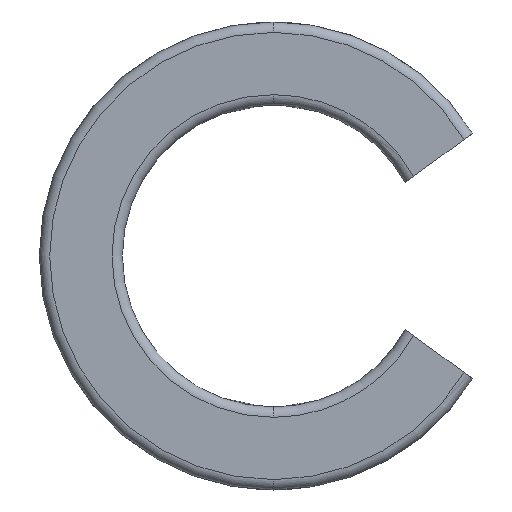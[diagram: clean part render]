
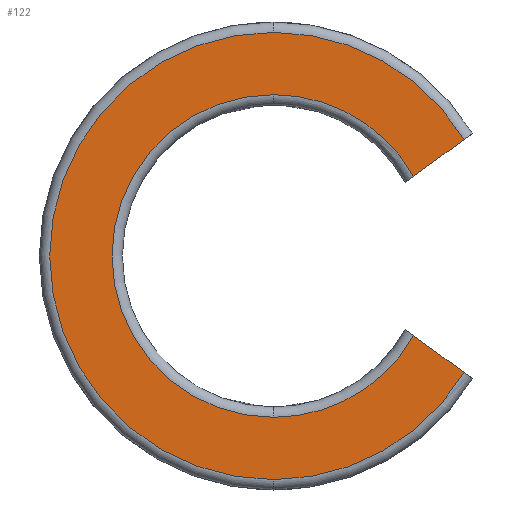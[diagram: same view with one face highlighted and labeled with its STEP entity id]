
A CAD part, left-side view. The second image highlights one B-rep face of the part: STEP entity #122.
In plain terms, the highlighted planar face has unit normal (-1, 0, 0).
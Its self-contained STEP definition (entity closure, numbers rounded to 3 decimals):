
#122 = ADVANCED_FACE( '', ( #222 ), #223, .T. );
#222 = FACE_OUTER_BOUND( '', #322, .T. );
#223 = PLANE( '', #323 );
#322 = EDGE_LOOP( '', ( #741, #742, #743, #744, #745, #746, #747, #748 ) );
#323 = AXIS2_PLACEMENT_3D( '', #749, #750, #751 );
#741 = ORIENTED_EDGE( '', *, *, #870, .T. );
#742 = ORIENTED_EDGE( '', *, *, #893, .T. );
#743 = ORIENTED_EDGE( '', *, *, #759, .T. );
#744 = ORIENTED_EDGE( '', *, *, #755, .T. );
#745 = ORIENTED_EDGE( '', *, *, #843, .T. );
#746 = ORIENTED_EDGE( '', *, *, #791, .F. );
#747 = ORIENTED_EDGE( '', *, *, #795, .F. );
#748 = ORIENTED_EDGE( '', *, *, #884, .F. );
#749 = CARTESIAN_POINT( '', ( 0., 25.5, 0. ) );
#750 = DIRECTION( '', ( -1., 0., 0. ) );
#751 = DIRECTION( '', ( 0., 1., 0. ) );
#755 = EDGE_CURVE( '', #894, #899, #901, .T. );
#759 = EDGE_CURVE( '', #903, #894, #908, .T. );
#791 = EDGE_CURVE( '', #967, #969, #970, .T. );
#795 = EDGE_CURVE( '', #974, #967, #976, .T. );
#843 = EDGE_CURVE( '', #899, #969, #1061, .T. );
#870 = EDGE_CURVE( '', #1106, #1104, #1107, .T. );
#884 = EDGE_CURVE( '', #1106, #974, #1122, .T. );
#893 = EDGE_CURVE( '', #1104, #903, #1131, .T. );
#894 = VERTEX_POINT( '', #1132 );
#899 = VERTEX_POINT( '', #1137 );
#901 = CIRCLE( '', #1156, 29.625 );
#903 = VERTEX_POINT( '', #1158 );
#908 = CIRCLE( '', #1163, 29.625 );
#967 = VERTEX_POINT( '', #1283 );
#969 = VERTEX_POINT( '', #1285 );
#970 = CIRCLE( '', #1286, 21.375 );
#974 = VERTEX_POINT( '', #1307 );
#976 = CIRCLE( '', #1309, 21.375 );
#1061 = LINE( '', #1602, #1603 );
#1104 = VERTEX_POINT( '', #1687 );
#1106 = VERTEX_POINT( '', #1706 );
#1107 = LINE( '', #1707, #1708 );
#1122 = CIRCLE( '', #1758, 21.375 );
#1131 = CIRCLE( '', #1767, 29.625 );
#1132 = CARTESIAN_POINT( '', ( 0., 0., -29.625 ) );
#1137 = CARTESIAN_POINT( '', ( 0., -25.287, -15.435 ) );
#1156 = AXIS2_PLACEMENT_3D( '', #1774, #1775, #1776 );
#1158 = CARTESIAN_POINT( '', ( 0., 0., 29.625 ) );
#1163 = AXIS2_PLACEMENT_3D( '', #1786, #1787, #1788 );
#1283 = CARTESIAN_POINT( '', ( 0., 0., -21.375 ) );
#1285 = CARTESIAN_POINT( '', ( 0., -18.582, -10.564 ) );
#1286 = AXIS2_PLACEMENT_3D( '', #1853, #1854, #1855 );
#1307 = CARTESIAN_POINT( '', ( 0., 0., 21.375 ) );
#1309 = AXIS2_PLACEMENT_3D( '', #1862, #1863, #1864 );
#1602 = CARTESIAN_POINT( '', ( 0., 5.625, 7.024 ) );
#1603 = VECTOR( '', #1939, 1. );
#1687 = CARTESIAN_POINT( '', ( 0., -25.287, 15.435 ) );
#1706 = CARTESIAN_POINT( '', ( 0., -18.582, 10.564 ) );
#1707 = CARTESIAN_POINT( '', ( 0., -5.757, 1.246 ) );
#1708 = VECTOR( '', #1964, 1. );
#1758 = AXIS2_PLACEMENT_3D( '', #1996, #1997, #1998 );
#1767 = AXIS2_PLACEMENT_3D( '', #2023, #2024, #2025 );
#1774 = CARTESIAN_POINT( '', ( 0., 0., 0. ) );
#1775 = DIRECTION( '', ( -1., 0., 0. ) );
#1776 = DIRECTION( '', ( 0., 1., 0. ) );
#1786 = CARTESIAN_POINT( '', ( 0., 0., 0. ) );
#1787 = DIRECTION( '', ( -1., 0., 0. ) );
#1788 = DIRECTION( '', ( 0., 1., 0. ) );
#1853 = CARTESIAN_POINT( '', ( 0., 0., 0. ) );
#1854 = DIRECTION( '', ( -1., 0., 0. ) );
#1855 = DIRECTION( '', ( 0., 1., 0. ) );
#1862 = CARTESIAN_POINT( '', ( 0., 0., 0. ) );
#1863 = DIRECTION( '', ( -1., 0., 0. ) );
#1864 = DIRECTION( '', ( 0., 1., 0. ) );
#1939 = DIRECTION( '', ( 0., 0.809, 0.588 ) );
#1964 = DIRECTION( '', ( 0., -0.809, 0.588 ) );
#1996 = CARTESIAN_POINT( '', ( 0., 0., 0. ) );
#1997 = DIRECTION( '', ( -1., 0., 0. ) );
#1998 = DIRECTION( '', ( 0., 1., 0. ) );
#2023 = CARTESIAN_POINT( '', ( 0., 0., 0. ) );
#2024 = DIRECTION( '', ( -1., 0., 0. ) );
#2025 = DIRECTION( '', ( 0., 1., 0. ) );
